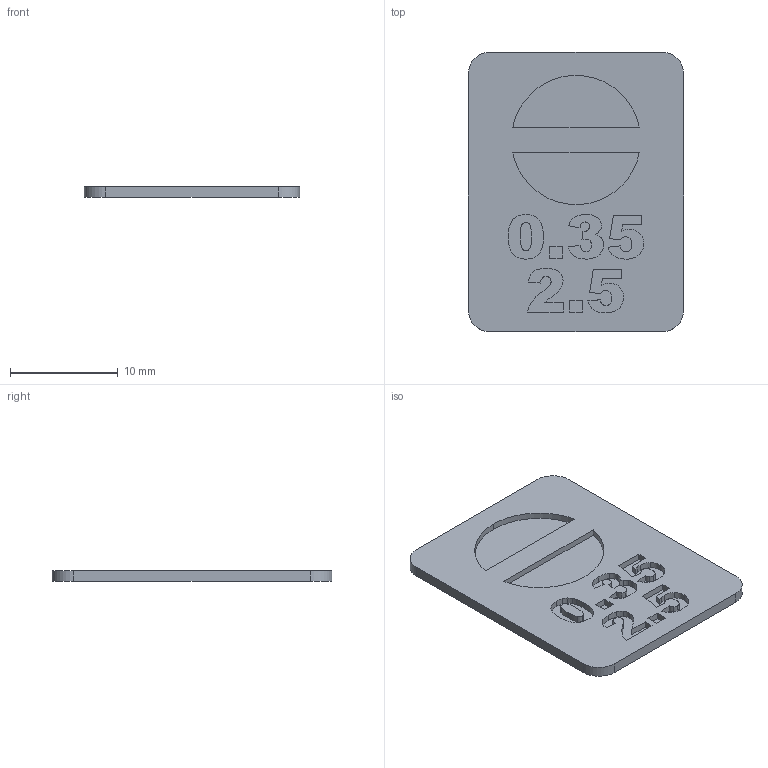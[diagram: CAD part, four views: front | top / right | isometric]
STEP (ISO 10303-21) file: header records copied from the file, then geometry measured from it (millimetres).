
FILE_DESCRIPTION(/* description */ (''),/* implementation_level */ '2;1');
FILE_NAME(/* name */ 'Slotted 0.35-2.5 body.step',/* time_stamp */ '2023-03-31T17:56:12+02:00',/* author */ (''),/* organization */ (''),/* preprocessor_version */ 'ST-DEVELOPER v19.2',/* originating_system */ 'Autodesk Translation Framework v11.17.0.187',/* authorisation */ '');
FILE_SCHEMA (('AUTOMOTIVE_DESIGN { 1 0 10303 214 3 1 1 }'));
Length unit declared in the file: millimetre
Products named in the file (1): Slotted 0.35-2.5 body
Bounding box: 20 x 26 x 1 mm (x, y, z)
Volume: 439.1 mm3; surface area: 1221 mm2
Topology: 1 solids, 1 shells, 162 faces, 450 edges, 300 vertices
Faces by surface type: bspline 111, plane 47, cylinder 4
Entity records: 6197 total; most frequent: CARTESIAN_POINT 2784, ORIENTED_EDGE 900, EDGE_CURVE 450, DIRECTION 340, VERTEX_POINT 300, LINE 220, VECTOR 220, B_SPLINE_CURVE_WITH_KNOTS 214
